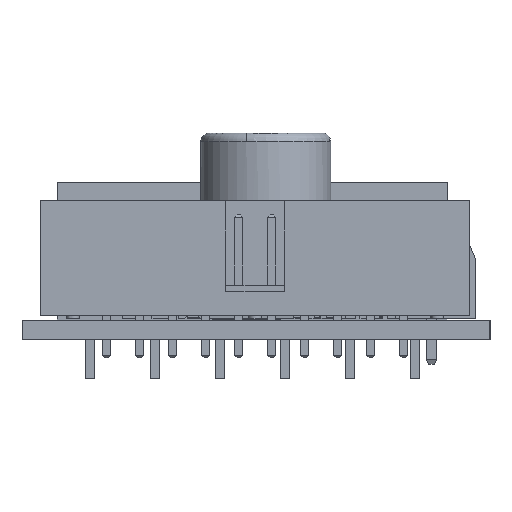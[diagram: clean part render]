
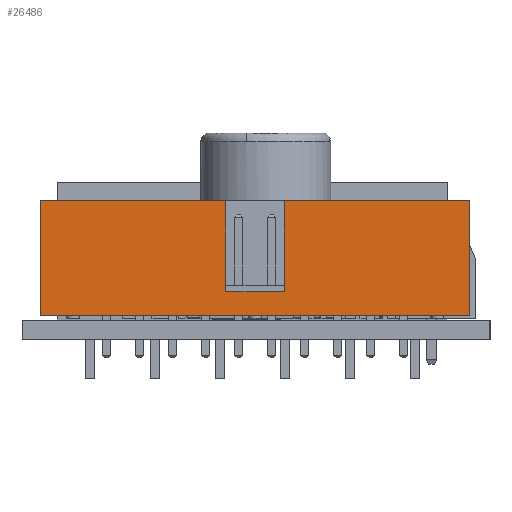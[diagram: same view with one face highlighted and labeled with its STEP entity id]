
A CAD part, left-side view. The second image highlights one B-rep face of the part: STEP entity #26486.
In plain terms, the highlighted planar face has unit normal (-1, 0, 0).
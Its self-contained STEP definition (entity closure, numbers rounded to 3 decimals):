
#26486 = ADVANCED_FACE('',(#26487),#26553,.T.);
#26487 = FACE_BOUND('',#26488,.T.);
#26488 = EDGE_LOOP('',(#26489,#26499,#26507,#26515,#26523,#26531,#26539,
    #26547));
#26489 = ORIENTED_EDGE('',*,*,#26490,.F.);
#26490 = EDGE_CURVE('',#26491,#26493,#26495,.T.);
#26491 = VERTEX_POINT('',#26492);
#26492 = CARTESIAN_POINT('',(-3.155,5.1,0.25));
#26493 = VERTEX_POINT('',#26494);
#26494 = CARTESIAN_POINT('',(-3.155,5.1,9.1));
#26495 = LINE('',#26496,#26497);
#26496 = CARTESIAN_POINT('',(-3.155,5.1,0.25));
#26497 = VECTOR('',#26498,1.);
#26498 = DIRECTION('',(0.,0.,1.));
#26499 = ORIENTED_EDGE('',*,*,#26500,.T.);
#26500 = EDGE_CURVE('',#26491,#26501,#26503,.T.);
#26501 = VERTEX_POINT('',#26502);
#26502 = CARTESIAN_POINT('',(-3.155,-27.96,0.25));
#26503 = LINE('',#26504,#26505);
#26504 = CARTESIAN_POINT('',(-3.155,5.1,0.25));
#26505 = VECTOR('',#26506,1.);
#26506 = DIRECTION('',(0.,-1.,0.));
#26507 = ORIENTED_EDGE('',*,*,#26508,.T.);
#26508 = EDGE_CURVE('',#26501,#26509,#26511,.T.);
#26509 = VERTEX_POINT('',#26510);
#26510 = CARTESIAN_POINT('',(-3.155,-27.96,9.1));
#26511 = LINE('',#26512,#26513);
#26512 = CARTESIAN_POINT('',(-3.155,-27.96,2.6));
#26513 = VECTOR('',#26514,1.);
#26514 = DIRECTION('',(0.,0.,1.));
#26515 = ORIENTED_EDGE('',*,*,#26516,.F.);
#26516 = EDGE_CURVE('',#26517,#26509,#26519,.T.);
#26517 = VERTEX_POINT('',#26518);
#26518 = CARTESIAN_POINT('',(-3.155,-13.68,9.1));
#26519 = LINE('',#26520,#26521);
#26520 = CARTESIAN_POINT('',(-3.155,5.1,9.1));
#26521 = VECTOR('',#26522,1.);
#26522 = DIRECTION('',(0.,-1.,0.));
#26523 = ORIENTED_EDGE('',*,*,#26524,.T.);
#26524 = EDGE_CURVE('',#26517,#26525,#26527,.T.);
#26525 = VERTEX_POINT('',#26526);
#26526 = CARTESIAN_POINT('',(-3.155,-13.68,2.1));
#26527 = LINE('',#26528,#26529);
#26528 = CARTESIAN_POINT('',(-3.155,-13.68,3.388));
#26529 = VECTOR('',#26530,1.);
#26530 = DIRECTION('',(0.,0.,-1.));
#26531 = ORIENTED_EDGE('',*,*,#26532,.T.);
#26532 = EDGE_CURVE('',#26525,#26533,#26535,.T.);
#26533 = VERTEX_POINT('',#26534);
#26534 = CARTESIAN_POINT('',(-3.155,-9.18,2.1));
#26535 = LINE('',#26536,#26537);
#26536 = CARTESIAN_POINT('',(-3.155,-11.43,2.1));
#26537 = VECTOR('',#26538,1.);
#26538 = DIRECTION('',(0.,1.,0.));
#26539 = ORIENTED_EDGE('',*,*,#26540,.T.);
#26540 = EDGE_CURVE('',#26533,#26541,#26543,.T.);
#26541 = VERTEX_POINT('',#26542);
#26542 = CARTESIAN_POINT('',(-3.155,-9.18,9.1));
#26543 = LINE('',#26544,#26545);
#26544 = CARTESIAN_POINT('',(-3.155,-9.18,3.388));
#26545 = VECTOR('',#26546,1.);
#26546 = DIRECTION('',(0.,0.,1.));
#26547 = ORIENTED_EDGE('',*,*,#26548,.F.);
#26548 = EDGE_CURVE('',#26493,#26541,#26549,.T.);
#26549 = LINE('',#26550,#26551);
#26550 = CARTESIAN_POINT('',(-3.155,5.1,9.1));
#26551 = VECTOR('',#26552,1.);
#26552 = DIRECTION('',(0.,-1.,0.));
#26553 = PLANE('',#26554);
#26554 = AXIS2_PLACEMENT_3D('',#26555,#26556,#26557);
#26555 = CARTESIAN_POINT('',(-3.155,-11.43,4.675));
#26556 = DIRECTION('',(-1.,0.,0.));
#26557 = DIRECTION('',(0.,0.,-1.));
